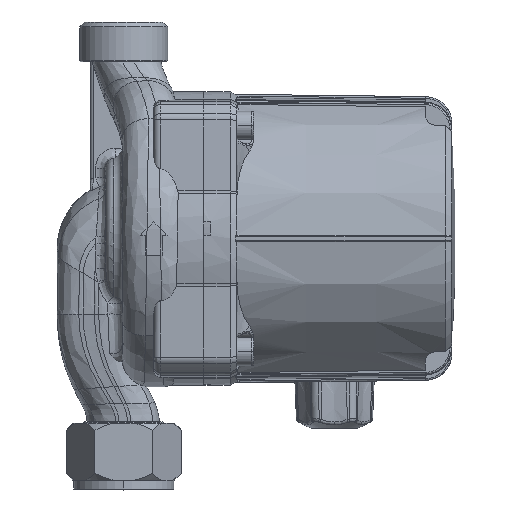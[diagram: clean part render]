
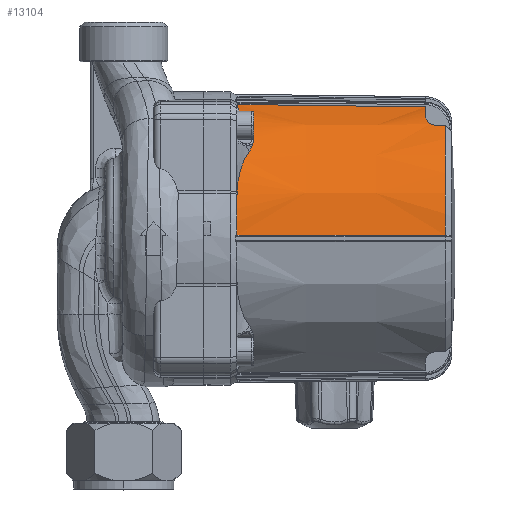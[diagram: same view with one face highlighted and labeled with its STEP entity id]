
A CAD part, front view. The second image highlights one B-rep face of the part: STEP entity #13104.
In plain terms, the highlighted conical face has half-angle 0.7 degrees and reference radius 41.906 mm.
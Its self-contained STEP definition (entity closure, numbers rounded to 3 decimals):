
#161=CARTESIAN_POINT('',(-64.5,0.,0.));
#162=DIRECTION('',(-1.,0.,0.));
#163=DIRECTION('',(0.,-1.,0.024));
#164=AXIS2_PLACEMENT_3D('',#161,#162,#163);
#169=CARTESIAN_POINT('',(-64.5,-40.24,13.));
#170=CARTESIAN_POINT('',(-64.5,-39.813,14.322));
#171=CARTESIAN_POINT('',(-64.344,-38.847,16.86));
#172=CARTESIAN_POINT('',(-63.649,-37.139,20.318));
#173=CARTESIAN_POINT('',(-62.489,-35.218,23.456));
#174=CARTESIAN_POINT('',(-61.394,-33.825,25.342));
#175=CARTESIAN_POINT('',(-60.763,-33.111,26.232));
#180=CARTESIAN_POINT('',(-60.763,-33.111,26.232));
#181=CARTESIAN_POINT('',(-60.557,-32.878,26.521));
#182=CARTESIAN_POINT('',(-60.359,-32.612,26.844));
#183=CARTESIAN_POINT('',(-60.19,-32.334,27.173));
#184=CARTESIAN_POINT('',(-60.176,-32.311,27.2));
#189=CARTESIAN_POINT('',(-60.176,-32.311,27.2));
#190=CARTESIAN_POINT('',(-60.037,-32.078,27.474));
#191=CARTESIAN_POINT('',(-59.788,-31.571,28.056));
#192=CARTESIAN_POINT('',(-59.589,-30.874,28.816));
#193=CARTESIAN_POINT('',(-59.529,-30.417,29.291));
#194=CARTESIAN_POINT('',(-59.516,-30.252,29.461));
#199=CARTESIAN_POINT('',(-59.514,-29.487,30.226));
#200=CARTESIAN_POINT('',(-59.507,-29.574,30.142));
#201=CARTESIAN_POINT('',(-59.5,-29.745,29.973));
#202=CARTESIAN_POINT('',(-59.501,-29.999,29.719));
#203=CARTESIAN_POINT('',(-59.509,-30.168,29.547));
#204=CARTESIAN_POINT('',(-59.516,-30.252,29.461));
#209=CARTESIAN_POINT('',(-59.514,-29.487,30.226));
#210=CARTESIAN_POINT('',(-59.527,-29.309,30.401));
#211=CARTESIAN_POINT('',(-59.587,-28.825,30.866));
#212=CARTESIAN_POINT('',(-59.788,-28.056,31.571));
#213=CARTESIAN_POINT('',(-60.037,-27.474,32.078));
#214=CARTESIAN_POINT('',(-60.176,-27.2,32.31));
#219=CARTESIAN_POINT('',(-60.176,-27.2,32.31));
#220=CARTESIAN_POINT('',(-60.19,-27.173,32.334));
#221=CARTESIAN_POINT('',(-60.359,-26.844,32.612));
#222=CARTESIAN_POINT('',(-60.557,-26.521,32.878));
#223=CARTESIAN_POINT('',(-60.763,-26.232,33.111));
#228=CARTESIAN_POINT('',(-60.763,-26.232,33.111));
#229=CARTESIAN_POINT('',(-61.394,-25.342,33.825));
#230=CARTESIAN_POINT('',(-62.49,-23.456,35.219));
#231=CARTESIAN_POINT('',(-63.649,-20.318,37.139));
#232=CARTESIAN_POINT('',(-64.344,-16.86,38.847));
#233=CARTESIAN_POINT('',(-64.5,-14.322,39.813));
#234=CARTESIAN_POINT('',(-64.5,-13.,40.24));
#239=CARTESIAN_POINT('',(-64.5,-13.,40.24));
#240=CARTESIAN_POINT('',(-58.195,-13.,40.159));
#241=CARTESIAN_POINT('',(-45.603,-13.,39.998));
#242=CARTESIAN_POINT('',(-26.77,-13.,39.756));
#243=CARTESIAN_POINT('',(-14.251,-13.,39.595));
#244=CARTESIAN_POINT('',(-8.,-13.,39.514));
#249=CARTESIAN_POINT('',(-8.,0.,0.));
#250=DIRECTION('',(1.,0.,0.));
#251=DIRECTION('',(0.,-0.313,0.95));
#252=AXIS2_PLACEMENT_3D('',#249,#250,#251);
#257=CARTESIAN_POINT('',(-5.037,-23.815,34.062));
#258=CARTESIAN_POINT('',(-4.53,-23.813,34.055));
#259=CARTESIAN_POINT('',(-3.518,-23.81,34.043));
#260=CARTESIAN_POINT('',(-2.506,-23.806,34.031));
#261=CARTESIAN_POINT('',(-2.,-23.804,34.024));
#266=CARTESIAN_POINT('',(-2.,0.,0.));
#267=DIRECTION('',(1.,0.,0.));
#268=DIRECTION('',(0.,-0.573,0.819));
#269=AXIS2_PLACEMENT_3D('',#266,#267,#268);
#274=DIRECTION('',(-1.,-0.012,0.));
#275=VECTOR('',#274,62.505);
#276=CARTESIAN_POINT('',(-2.,-41.512,1.));
#277=LINE('',#276,#275);
#8294=CARTESIAN_POINT('',(-5.037,-23.815,
34.062));
#8295=CARTESIAN_POINT('',(-5.203,-23.816,
34.064));
#8296=CARTESIAN_POINT('',(-5.542,-23.779,
34.095));
#8297=CARTESIAN_POINT('',(-6.071,-23.579,
34.241));
#8298=CARTESIAN_POINT('',(-6.559,-23.242,
34.479));
#8299=CARTESIAN_POINT('',(-7.,-22.763,
34.804));
#8300=CARTESIAN_POINT('',(-7.352,-22.192,
35.177));
#8301=CARTESIAN_POINT('',(-7.631,-21.529,
35.591));
#8302=CARTESIAN_POINT('',(-7.838,-20.764,
36.047));
#8303=CARTESIAN_POINT('',(-7.969,-19.889,
36.539));
#8304=CARTESIAN_POINT('',(-8.,-19.235,36.886));
#8305=CARTESIAN_POINT('',(-8.,-18.89,37.061));
#10133=CARTESIAN_POINT('',(-59.514,-29.487,
30.226));
#11561=VERTEX_POINT('',#8294);
#11562=VERTEX_POINT('',#8305);
#11946=VERTEX_POINT('',#261);
#12099=CARTESIAN_POINT('',(-8.,-13.,39.514));
#12101=VERTEX_POINT('',#12099);
#12386=CARTESIAN_POINT('',(-2.,-41.512,1.));
#12387=CARTESIAN_POINT('',(-64.5,-42.276,1.));
#12388=VERTEX_POINT('',#12386);
#12389=VERTEX_POINT('',#12387);
#12528=VERTEX_POINT('',#169);
#12529=VERTEX_POINT('',#175);
#12530=VERTEX_POINT('',#184);
#12531=VERTEX_POINT('',#219);
#12532=VERTEX_POINT('',#223);
#12533=VERTEX_POINT('',#234);
#12618=VERTEX_POINT('',#10133);
#12619=VERTEX_POINT('',#194);
#13069=CARTESIAN_POINT('',(-33.25,0.,0.));
#13070=DIRECTION('',(-1.,0.,0.));
#13071=DIRECTION('',(0.,1.,0.));
#13072=AXIS2_PLACEMENT_3D('',#13069,#13070,#13071);
#13073=CONICAL_SURFACE('',#13072,41.906,0.7);
#13075=ORIENTED_EDGE('',*,*,#13074,.T.);
#13077=ORIENTED_EDGE('',*,*,#13076,.T.);
#13079=ORIENTED_EDGE('',*,*,#13078,.T.);
#13081=ORIENTED_EDGE('',*,*,#13080,.T.);
#13083=ORIENTED_EDGE('',*,*,#13082,.F.);
#13085=ORIENTED_EDGE('',*,*,#13084,.T.);
#13087=ORIENTED_EDGE('',*,*,#13086,.T.);
#13089=ORIENTED_EDGE('',*,*,#13088,.T.);
#13091=ORIENTED_EDGE('',*,*,#13090,.T.);
#13093=ORIENTED_EDGE('',*,*,#13092,.T.);
#13095=ORIENTED_EDGE('',*,*,#13094,.F.);
#13097=ORIENTED_EDGE('',*,*,#13096,.T.);
#13099=ORIENTED_EDGE('',*,*,#13098,.T.);
#13101=ORIENTED_EDGE('',*,*,#13100,.T.);
#13102=EDGE_LOOP('',(#13075,#13077,#13079,#13081,#13083,#13085,#13087,#13089,
#13091,#13093,#13095,#13097,#13099,#13101));
#13103=FACE_OUTER_BOUND('',#13102,.F.);
#13104=ADVANCED_FACE('',(#13103),#13073,.T.);
#165=CIRCLE('',#164,42.288);
#176=B_SPLINE_CURVE_WITH_KNOTS('',3,(#169,#170,#171,#172,#173,#174,#175),
.UNSPECIFIED.,.F.,.F.,(4,1,1,1,4),(0.,0.25,0.5,0.75,1.),
.UNSPECIFIED.);
#185=B_SPLINE_CURVE_WITH_KNOTS('',3,(#180,#181,#182,#183,#184),.UNSPECIFIED.,
.F.,.F.,(4,1,4),(0.,0.917,1.),.UNSPECIFIED.);
#195=B_SPLINE_CURVE_WITH_KNOTS('',3,(#189,#190,#191,#192,#193,#194),
.UNSPECIFIED.,.F.,.F.,(4,1,1,4),(0.,0.368,0.773,1.),
.UNSPECIFIED.);
#205=B_SPLINE_CURVE_WITH_KNOTS('',3,(#199,#200,#201,#202,#203,#204),
.UNSPECIFIED.,.F.,.F.,(4,1,1,4),(0.,0.333,0.667,1.),
.UNSPECIFIED.);
#215=B_SPLINE_CURVE_WITH_KNOTS('',3,(#209,#210,#211,#212,#213,#214),
.UNSPECIFIED.,.F.,.F.,(4,1,1,4),(0.,0.236,0.636,1.),
.UNSPECIFIED.);
#224=B_SPLINE_CURVE_WITH_KNOTS('',3,(#219,#220,#221,#222,#223),.UNSPECIFIED.,
.F.,.F.,(4,1,4),(0.,0.083,1.),.UNSPECIFIED.);
#235=B_SPLINE_CURVE_WITH_KNOTS('',3,(#228,#229,#230,#231,#232,#233,#234),
.UNSPECIFIED.,.F.,.F.,(4,1,1,1,4),(0.,0.25,0.5,0.75,1.),
.UNSPECIFIED.);
#245=B_SPLINE_CURVE_WITH_KNOTS('',3,(#239,#240,#241,#242,#243,#244),
.UNSPECIFIED.,.F.,.F.,(4,1,1,4),(0.,0.333,0.667,1.),
.UNSPECIFIED.);
#253=CIRCLE('',#252,41.598);
#262=B_SPLINE_CURVE_WITH_KNOTS('',3,(#257,#258,#259,#260,#261),.UNSPECIFIED.,
.F.,.F.,(4,1,4),(0.,0.5,1.),.UNSPECIFIED.);
#270=CIRCLE('',#269,41.524);
#8306=B_SPLINE_CURVE_WITH_KNOTS('',3,(#8294,#8295,#8296,#8297,#8298,#8299,#8300,
#8301,#8302,#8303,#8304,#8305),.UNSPECIFIED.,.F.,.F.,(4,1,1,1,1,1,1,1,1,4),
(0.,0.111,0.222,0.333,0.444,
0.556,0.667,0.778,0.889,1.),
.UNSPECIFIED.);
#13074=EDGE_CURVE('',#12389,#12528,#165,.T.);
#13076=EDGE_CURVE('',#12528,#12529,#176,.T.);
#13078=EDGE_CURVE('',#12529,#12530,#185,.T.);
#13080=EDGE_CURVE('',#12530,#12619,#195,.T.);
#13082=EDGE_CURVE('',#12618,#12619,#205,.T.);
#13084=EDGE_CURVE('',#12618,#12531,#215,.T.);
#13086=EDGE_CURVE('',#12531,#12532,#224,.T.);
#13088=EDGE_CURVE('',#12532,#12533,#235,.T.);
#13090=EDGE_CURVE('',#12533,#12101,#245,.T.);
#13092=EDGE_CURVE('',#12101,#11562,#253,.T.);
#13094=EDGE_CURVE('',#11561,#11562,#8306,.T.);
#13096=EDGE_CURVE('',#11561,#11946,#262,.T.);
#13098=EDGE_CURVE('',#11946,#12388,#270,.T.);
#13100=EDGE_CURVE('',#12388,#12389,#277,.T.);
